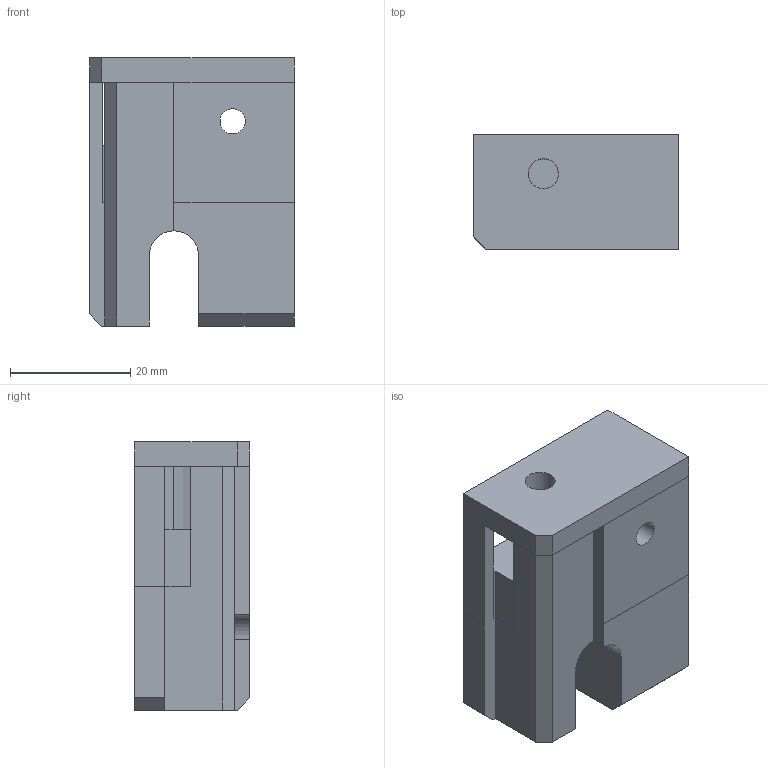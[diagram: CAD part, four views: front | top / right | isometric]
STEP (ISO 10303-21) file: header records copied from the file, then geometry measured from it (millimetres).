
FILE_DESCRIPTION(('FreeCAD Model'),'2;1');
FILE_NAME('Open CASCADE Shape Model','2024-08-10T22:39:51',(''),(''), 'Open CASCADE STEP processor 7.6','FreeCAD','Unknown');
FILE_SCHEMA(('AUTOMOTIVE_DESIGN { 1 0 10303 214 1 1 1 1 }'));
Length unit declared in the file: millimetre
Products named in the file (1): правый14июль
Bounding box: 34 x 19 x 44.5 mm (x, y, z)
Volume: 19908.8 mm3; surface area: 7706.1 mm2
Topology: 1 solids, 1 shells, 57 faces, 149 edges, 94 vertices
Faces by surface type: plane 50, cylinder 7
Full cylindrical faces by diameter (mm): 4.2 x2, 5 x3
Entity records: 3714 total; most frequent: CARTESIAN_POINT 653, DIRECTION 569, LINE 417, VECTOR 417, ORIENTED_EDGE 298, PCURVE 298, DEFINITIONAL_REPRESENTATION 298, EDGE_CURVE 149
